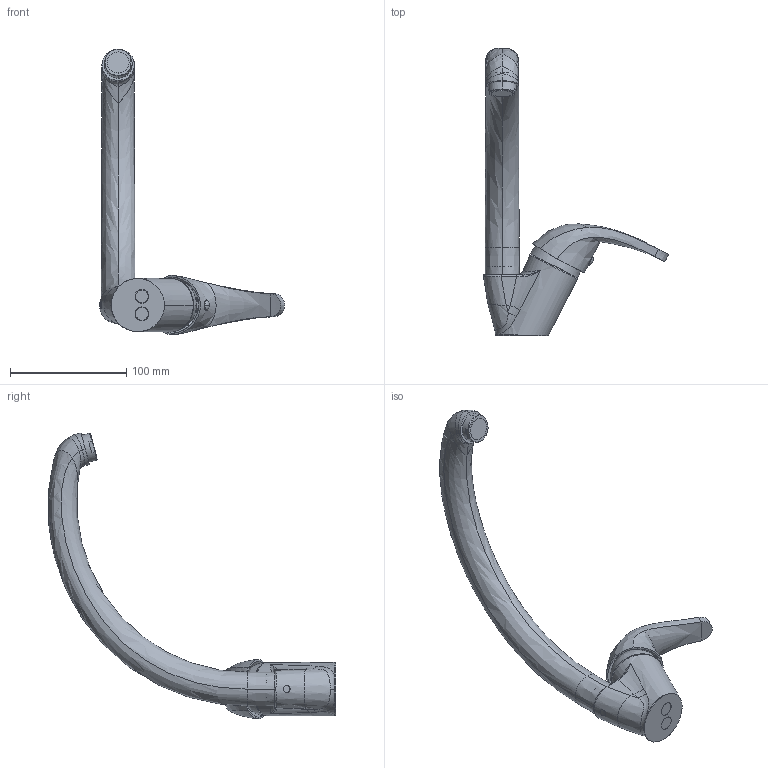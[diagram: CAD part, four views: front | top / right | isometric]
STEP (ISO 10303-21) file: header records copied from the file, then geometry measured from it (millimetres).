
FILE_DESCRIPTION((''),'2;1');
FILE_NAME('PE181CR_SW0001','2024-09-23T15:36:29',('alberto.gaboardi'),('PAFFONI SpA'),'CREO PARAMETRIC BY PTC INC, 2022124','CREO PARAMETRIC BY PTC INC, 2022124','');
FILE_SCHEMA(('CONFIG_CONTROL_DESIGN','SHAPE_APPEARANCE_LAYERS_GROUPS'));
Products named in the file (1): PE181CR_SW0001
Bounding box: 159.43 x 247.14 x 246.21 mm (x, y, z)
Volume: 150743.7 mm3; surface area: 104995.8 mm2
Topology: 2 solids, 2 shells, 1162 faces, 3406 edges, 2231 vertices
Faces by surface type: plane 932, cylinder 90, bspline 83, cone 49, sphere 4, torus 4
Entity records: 50787 total; most frequent: CARTESIAN_POINT 16883, ORIENTED_EDGE 6780, DIRECTION 6421, EDGE_CURVE 3390, AXIS2_PLACEMENT_3D 2238, VERTEX_POINT 2231, VECTOR 1945, LINE 1945
